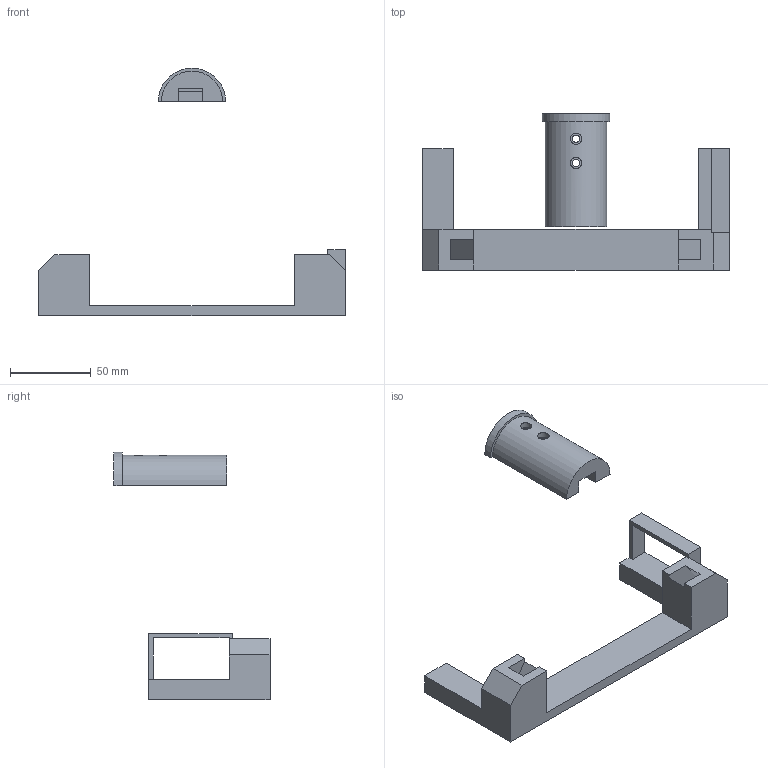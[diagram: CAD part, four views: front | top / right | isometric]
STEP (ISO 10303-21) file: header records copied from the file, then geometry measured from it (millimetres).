
FILE_DESCRIPTION(/* description */ (''),/* implementation_level */ '2;1');
FILE_NAME(/* name */ 'Spool Holder.step',/* time_stamp */ '2020-09-16T21:23:22-07:00',/* author */ (''),/* organization */ (''),/* preprocessor_version */ 'ST-DEVELOPER v18.1',/* originating_system */ 'Autodesk Translation Framework v9.3.0.1241',/* authorisation */ '');
FILE_SCHEMA (('AUTOMOTIVE_DESIGN { 1 0 10303 214 3 1 1 }'));
Length unit declared in the file: millimetre
Products named in the file (1): Spool Holder v3
Bounding box: 190.5 x 96.85 x 153.91 mm (x, y, z)
Volume: 128460.2 mm3; surface area: 40373.3 mm2
Topology: 2 solids, 2 shells, 57 faces, 153 edges, 101 vertices
Faces by surface type: plane 51, cylinder 6
Full cylindrical faces by diameter (mm): 4.5 x2, 7 x2
Entity records: 1859 total; most frequent: CARTESIAN_POINT 378, ORIENTED_EDGE 306, DIRECTION 277, EDGE_CURVE 153, LINE 141, VECTOR 141, VERTEX_POINT 101, AXIS2_PLACEMENT_3D 68
